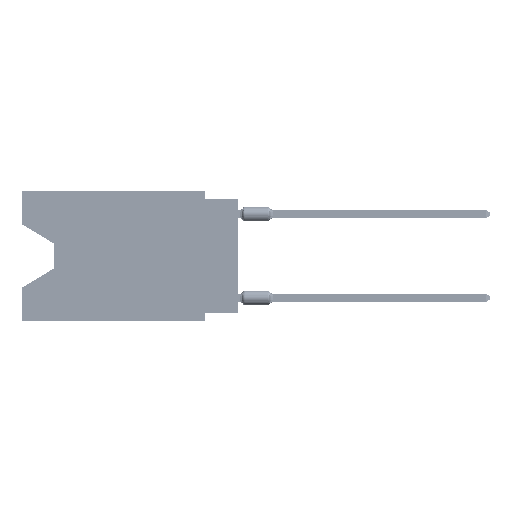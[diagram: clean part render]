
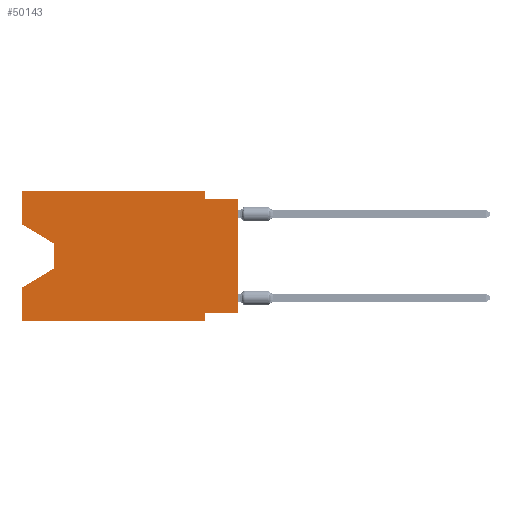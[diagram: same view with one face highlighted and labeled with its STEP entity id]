
A CAD part, left-side view. The second image highlights one B-rep face of the part: STEP entity #50143.
In plain terms, the highlighted planar face has unit normal (-1, 0, 0).
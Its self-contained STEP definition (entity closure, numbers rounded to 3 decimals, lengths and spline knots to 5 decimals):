
#78 = VECTOR ( 'NONE', #85543, 39.37008 ) ;
#311 = LINE ( 'NONE', #765, #82365 ) ;
#372 = CARTESIAN_POINT ( 'NONE',  ( 0., 0., -0.365 ) ) ;
#765 = CARTESIAN_POINT ( 'NONE',  ( 0., 0.645, 0. ) ) ;
#1007 = ORIENTED_EDGE ( 'NONE', *, *, #12082, .T. ) ;
#1968 = VECTOR ( 'NONE', #87648, 39.37008 ) ;
#2023 = VERTEX_POINT ( 'NONE', #32457 ) ;
#2788 = EDGE_CURVE ( 'NONE', #21090, #73823, #59536, .T. ) ;
#5249 = LINE ( 'NONE', #82685, #16998 ) ;
#5749 = EDGE_CURVE ( 'NONE', #6407, #38690, #8615, .T. ) ;
#6255 = DIRECTION ( 'NONE',  ( 0., -1., 0. ) ) ;
#6407 = VERTEX_POINT ( 'NONE', #39461 ) ;
#8615 = LINE ( 'NONE', #27800, #55413 ) ;
#10797 = VECTOR ( 'NONE', #6255, 39.37008 ) ;
#11040 = CARTESIAN_POINT ( 'NONE',  ( 0., 0.55, -0.158 ) ) ;
#11619 = CARTESIAN_POINT ( 'NONE',  ( 0., 0.645, 0. ) ) ;
#11622 = VECTOR ( 'NONE', #81055, 39.37008 ) ;
#12016 = CARTESIAN_POINT ( 'NONE',  ( 0., 0.645, -0.10025 ) ) ;
#12082 = EDGE_CURVE ( 'NONE', #23755, #86094, #87196, .T. ) ;
#14078 = CARTESIAN_POINT ( 'NONE',  ( 0., 0., -0.365 ) ) ;
#15521 = ORIENTED_EDGE ( 'NONE', *, *, #87298, .T. ) ;
#15753 = CARTESIAN_POINT ( 'NONE',  ( 0., 0.1, -0.025 ) ) ;
#16200 = VECTOR ( 'NONE', #44875, 39.37008 ) ;
#16998 = VECTOR ( 'NONE', #89065, 39.37008 ) ;
#21090 = VERTEX_POINT ( 'NONE', #33938 ) ;
#23755 = VERTEX_POINT ( 'NONE', #65312 ) ;
#23907 = CARTESIAN_POINT ( 'NONE',  ( 0., 0.55, -0.232 ) ) ;
#24404 = DIRECTION ( 'NONE',  ( 1., 0., 0. ) ) ;
#24458 = CARTESIAN_POINT ( 'NONE',  ( 0., 0.645, -0.28975 ) ) ;
#24563 = EDGE_CURVE ( 'NONE', #55190, #76927, #37757, .T. ) ;
#25155 = ORIENTED_EDGE ( 'NONE', *, *, #35285, .T. ) ;
#25177 = LINE ( 'NONE', #11040, #87117 ) ;
#25471 = VERTEX_POINT ( 'NONE', #88846 ) ;
#25868 = LINE ( 'NONE', #60476, #10797 ) ;
#27800 = CARTESIAN_POINT ( 'NONE',  ( 0., 0.645, -0.39 ) ) ;
#29366 = ORIENTED_EDGE ( 'NONE', *, *, #45244, .F. ) ;
#31273 = DIRECTION ( 'NONE',  ( 0., 0., -1. ) ) ;
#32457 = CARTESIAN_POINT ( 'NONE',  ( 0., 0.1, 0. ) ) ;
#32694 = CARTESIAN_POINT ( 'NONE',  ( 0., 0.645, 0. ) ) ;
#33938 = CARTESIAN_POINT ( 'NONE',  ( 0., 0.645, -0.10025 ) ) ;
#35285 = EDGE_CURVE ( 'NONE', #84240, #23755, #25177, .T. ) ;
#36440 = DIRECTION ( 'NONE',  ( 0., -1., 0. ) ) ;
#36888 = CARTESIAN_POINT ( 'NONE',  ( 0., 0., 0. ) ) ;
#37663 = ORIENTED_EDGE ( 'NONE', *, *, #59252, .F. ) ;
#37757 = LINE ( 'NONE', #36888, #51857 ) ;
#38036 = ORIENTED_EDGE ( 'NONE', *, *, #5749, .T. ) ;
#38690 = VERTEX_POINT ( 'NONE', #57727 ) ;
#38857 = DIRECTION ( 'NONE',  ( 0., 0., -1. ) ) ;
#39461 = CARTESIAN_POINT ( 'NONE',  ( 0., 0.645, -0.39 ) ) ;
#41885 = DIRECTION ( 'NONE',  ( 0., 1., 0. ) ) ;
#44875 = DIRECTION ( 'NONE',  ( 0., 0.855, -0.519 ) ) ;
#45244 = EDGE_CURVE ( 'NONE', #73823, #2023, #25868, .T. ) ;
#46668 = LINE ( 'NONE', #12016, #1968 ) ;
#46777 = VECTOR ( 'NONE', #54072, 39.37008 ) ;
#47361 = CARTESIAN_POINT ( 'NONE',  ( 0., 0., -0.025 ) ) ;
#50143 = ADVANCED_FACE ( 'NONE', ( #79537 ), #65866, .F. ) ;
#50270 = EDGE_CURVE ( 'NONE', #25471, #38690, #5249, .T. ) ;
#51857 = VECTOR ( 'NONE', #72817, 39.37008 ) ;
#54072 = DIRECTION ( 'NONE',  ( 0., 0., 1. ) ) ;
#54948 = EDGE_CURVE ( 'NONE', #76971, #76927, #68286, .T. ) ;
#55190 = VERTEX_POINT ( 'NONE', #372 ) ;
#55413 = VECTOR ( 'NONE', #36440, 39.37008 ) ;
#57708 = AXIS2_PLACEMENT_3D ( 'NONE', #11619, #24404, #31273 ) ;
#57727 = CARTESIAN_POINT ( 'NONE',  ( 0., 0.1, -0.39 ) ) ;
#59252 = EDGE_CURVE ( 'NONE', #55190, #25471, #63253, .T. ) ;
#59529 = ORIENTED_EDGE ( 'NONE', *, *, #2788, .F. ) ;
#59536 = LINE ( 'NONE', #32694, #46777 ) ;
#60476 = CARTESIAN_POINT ( 'NONE',  ( 0., 0.645, 0. ) ) ;
#62154 = EDGE_CURVE ( 'NONE', #6407, #86094, #311, .T. ) ;
#62157 = ORIENTED_EDGE ( 'NONE', *, *, #24563, .T. ) ;
#63253 = LINE ( 'NONE', #14078, #67228 ) ;
#65312 = CARTESIAN_POINT ( 'NONE',  ( 0., 0.55, -0.232 ) ) ;
#65599 = ORIENTED_EDGE ( 'NONE', *, *, #62154, .F. ) ;
#65866 = PLANE ( 'NONE',  #57708 ) ;
#65926 = LINE ( 'NONE', #71894, #78 ) ;
#67228 = VECTOR ( 'NONE', #41885, 39.37008 ) ;
#68286 = LINE ( 'NONE', #47361, #11622 ) ;
#70033 = DIRECTION ( 'NONE',  ( 0., 0., 1. ) ) ;
#71894 = CARTESIAN_POINT ( 'NONE',  ( 0., 0.1, 0. ) ) ;
#72817 = DIRECTION ( 'NONE',  ( 0., 0., 1. ) ) ;
#72956 = EDGE_CURVE ( 'NONE', #2023, #76971, #65926, .T. ) ;
#73823 = VERTEX_POINT ( 'NONE', #86118 ) ;
#76927 = VERTEX_POINT ( 'NONE', #89119 ) ;
#76971 = VERTEX_POINT ( 'NONE', #15753 ) ;
#78054 = EDGE_LOOP ( 'NONE', ( #15521, #25155, #1007, #65599, #38036, #87955, #37663, #62157, #87540, #83349, #29366, #59529 ) ) ;
#79537 = FACE_OUTER_BOUND ( 'NONE', #78054, .T. ) ;
#81055 = DIRECTION ( 'NONE',  ( 0., -1., 0. ) ) ;
#82365 = VECTOR ( 'NONE', #70033, 39.37008 ) ;
#82685 = CARTESIAN_POINT ( 'NONE',  ( 0., 0.1, -0.39 ) ) ;
#83349 = ORIENTED_EDGE ( 'NONE', *, *, #72956, .F. ) ;
#84240 = VERTEX_POINT ( 'NONE', #85631 ) ;
#85543 = DIRECTION ( 'NONE',  ( 0., 0., -1. ) ) ;
#85631 = CARTESIAN_POINT ( 'NONE',  ( 0., 0.55, -0.158 ) ) ;
#86094 = VERTEX_POINT ( 'NONE', #24458 ) ;
#86118 = CARTESIAN_POINT ( 'NONE',  ( 0., 0.645, 0. ) ) ;
#87117 = VECTOR ( 'NONE', #38857, 39.37008 ) ;
#87196 = LINE ( 'NONE', #23907, #16200 ) ;
#87298 = EDGE_CURVE ( 'NONE', #21090, #84240, #46668, .T. ) ;
#87540 = ORIENTED_EDGE ( 'NONE', *, *, #54948, .F. ) ;
#87648 = DIRECTION ( 'NONE',  ( 0., -0.855, -0.519 ) ) ;
#87955 = ORIENTED_EDGE ( 'NONE', *, *, #50270, .F. ) ;
#88846 = CARTESIAN_POINT ( 'NONE',  ( 0., 0.1, -0.365 ) ) ;
#89065 = DIRECTION ( 'NONE',  ( 0., 0., -1. ) ) ;
#89119 = CARTESIAN_POINT ( 'NONE',  ( 0., 0., -0.025 ) ) ;
